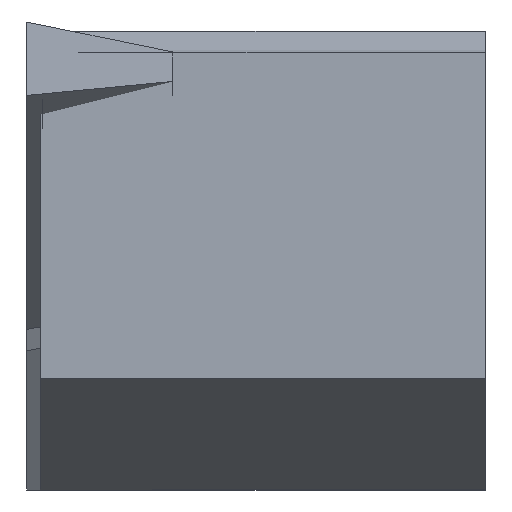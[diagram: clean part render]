
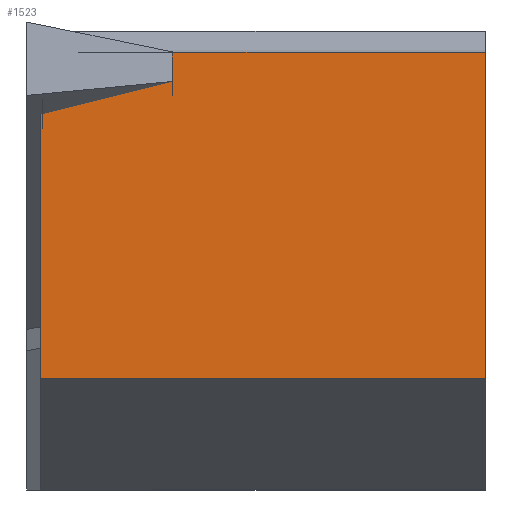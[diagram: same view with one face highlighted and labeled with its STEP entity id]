
A CAD part, left-side view. The second image highlights one B-rep face of the part: STEP entity #1523.
In plain terms, the highlighted planar face has unit normal (-1, 0, -0.018).
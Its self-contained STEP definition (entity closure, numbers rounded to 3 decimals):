
#41 = EDGE_CURVE ( 'NONE', #1287, #416, #542, .T. ) ;
#134 = VECTOR ( 'NONE', #1406, 1000. ) ;
#166 = VERTEX_POINT ( 'NONE', #2154 ) ;
#222 = LINE ( 'NONE', #2487, #738 ) ;
#288 = EDGE_CURVE ( 'NONE', #1209, #396, #1014, .T. ) ;
#396 = VERTEX_POINT ( 'NONE', #919 ) ;
#399 = CARTESIAN_POINT ( 'NONE',  ( 0.632, 126.244, -0.454 ) ) ;
#416 = VERTEX_POINT ( 'NONE', #752 ) ;
#542 = LINE ( 'NONE', #622, #1570 ) ;
#553 = LINE ( 'NONE', #399, #2480 ) ;
#572 = DIRECTION ( 'NONE',  ( 0., -1., 0. ) ) ;
#595 = CARTESIAN_POINT ( 'NONE',  ( 0.756, 126.631, -7.575 ) ) ;
#622 = CARTESIAN_POINT ( 'NONE',  ( 0.655, -0.35, -1.815 ) ) ;
#624 = ORIENTED_EDGE ( 'NONE', *, *, #2014, .F. ) ;
#650 = LINE ( 'NONE', #2627, #134 ) ;
#716 = LINE ( 'NONE', #1596, #2282 ) ;
#738 = VECTOR ( 'NONE', #856, 1000. ) ;
#752 = CARTESIAN_POINT ( 'NONE',  ( 0.655, -0.35, -1.815 ) ) ;
#764 = CARTESIAN_POINT ( 'NONE',  ( 0.942, 126.244, -18.269 ) ) ;
#810 = DIRECTION ( 'NONE',  ( 0., -1., 0. ) ) ;
#856 = DIRECTION ( 'NONE',  ( -0.004, -0.97, 0.243 ) ) ;
#919 = CARTESIAN_POINT ( 'NONE',  ( 0.655, -0.3, -1.817 ) ) ;
#979 = DIRECTION ( 'NONE',  ( 1., 0., 0.017 ) ) ;
#1014 = LINE ( 'NONE', #1201, #2017 ) ;
#1201 = CARTESIAN_POINT ( 'NONE',  ( 0.942, -0.3, -18.269 ) ) ;
#1209 = VERTEX_POINT ( 'NONE', #1462 ) ;
#1259 = VERTEX_POINT ( 'NONE', #1272 ) ;
#1272 = CARTESIAN_POINT ( 'NONE',  ( 0.756, -10., -7.575 ) ) ;
#1287 = VERTEX_POINT ( 'NONE', #2437 ) ;
#1301 = DIRECTION ( 'NONE',  ( -0.017, 0., 1. ) ) ;
#1315 = AXIS2_PLACEMENT_3D ( 'NONE', #764, #979, #2394 ) ;
#1406 = DIRECTION ( 'NONE',  ( 0.017, 0., -1. ) ) ;
#1452 = VECTOR ( 'NONE', #810, 1000. ) ;
#1462 = CARTESIAN_POINT ( 'NONE',  ( 0.756, -0.3, -7.575 ) ) ;
#1523 = ADVANCED_FACE ( 'NONE', ( #1966 ), #1563, .F. ) ;
#1563 = PLANE ( 'NONE',  #1315 ) ;
#1570 = VECTOR ( 'NONE', #572, 1000. ) ;
#1596 = CARTESIAN_POINT ( 'NONE',  ( 0.623, -10., 0.011 ) ) ;
#1649 = DIRECTION ( 'NONE',  ( 0., -1., 0. ) ) ;
#1650 = ORIENTED_EDGE ( 'NONE', *, *, #2186, .T. ) ;
#1796 = DIRECTION ( 'NONE',  ( -0.017, 0., 1. ) ) ;
#1838 = EDGE_CURVE ( 'NONE', #2520, #166, #553, .T. ) ;
#1966 = FACE_OUTER_BOUND ( 'NONE', #2254, .T. ) ;
#2014 = EDGE_CURVE ( 'NONE', #396, #1287, #222, .T. ) ;
#2017 = VECTOR ( 'NONE', #1301, 1000. ) ;
#2060 = LINE ( 'NONE', #595, #1452 ) ;
#2144 = EDGE_CURVE ( 'NONE', #1209, #1259, #2060, .T. ) ;
#2154 = CARTESIAN_POINT ( 'NONE',  ( 0.632, -10., -0.454 ) ) ;
#2156 = ORIENTED_EDGE ( 'NONE', *, *, #2195, .T. ) ;
#2186 = EDGE_CURVE ( 'NONE', #1259, #166, #716, .T. ) ;
#2195 = EDGE_CURVE ( 'NONE', #2520, #416, #650, .T. ) ;
#2254 = EDGE_LOOP ( 'NONE', ( #2462, #2683, #1650, #2384, #2156, #2709, #624 ) ) ;
#2282 = VECTOR ( 'NONE', #1796, 1000. ) ;
#2339 = CARTESIAN_POINT ( 'NONE',  ( 0.632, -0.35, -0.454 ) ) ;
#2384 = ORIENTED_EDGE ( 'NONE', *, *, #1838, .F. ) ;
#2394 = DIRECTION ( 'NONE',  ( 0.017, 0., -1. ) ) ;
#2437 = CARTESIAN_POINT ( 'NONE',  ( 0.655, -0.31, -1.815 ) ) ;
#2462 = ORIENTED_EDGE ( 'NONE', *, *, #288, .F. ) ;
#2480 = VECTOR ( 'NONE', #1649, 1000. ) ;
#2487 = CARTESIAN_POINT ( 'NONE',  ( 0.661, 1.109, -2.17 ) ) ;
#2520 = VERTEX_POINT ( 'NONE', #2339 ) ;
#2627 = CARTESIAN_POINT ( 'NONE',  ( 0.739, -0.35, -6.622 ) ) ;
#2683 = ORIENTED_EDGE ( 'NONE', *, *, #2144, .T. ) ;
#2709 = ORIENTED_EDGE ( 'NONE', *, *, #41, .F. ) ;
